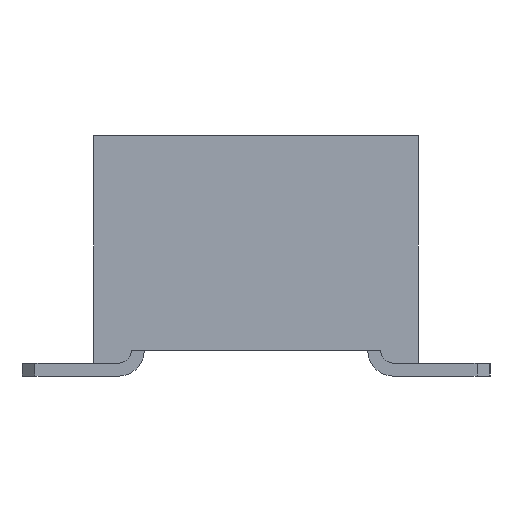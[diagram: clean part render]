
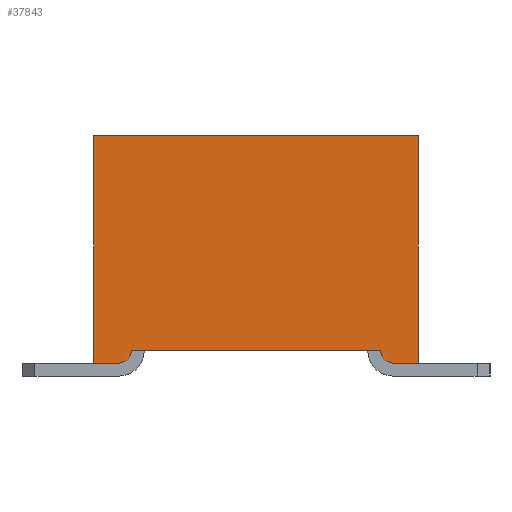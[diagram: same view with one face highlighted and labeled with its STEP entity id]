
A CAD part, front view. The second image highlights one B-rep face of the part: STEP entity #37843.
In plain terms, the highlighted face is planar.
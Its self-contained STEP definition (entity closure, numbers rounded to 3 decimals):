
#1754=CIRCLE('',#41254,0.2);
#1755=CIRCLE('',#41255,0.2);
#12506=ORIENTED_EDGE('',*,*,#18101,.T.);
#12507=ORIENTED_EDGE('',*,*,#18136,.T.);
#12508=ORIENTED_EDGE('',*,*,#18137,.F.);
#12509=ORIENTED_EDGE('',*,*,#18138,.T.);
#12510=ORIENTED_EDGE('',*,*,#18133,.T.);
#12511=ORIENTED_EDGE('',*,*,#18102,.T.);
#12512=ORIENTED_EDGE('',*,*,#18122,.T.);
#12513=ORIENTED_EDGE('',*,*,#18066,.T.);
#18066=EDGE_CURVE('',#21605,#21606,#25858,.T.);
#18101=EDGE_CURVE('',#21606,#21618,#25893,.T.);
#18102=EDGE_CURVE('',#21619,#21620,#25894,.T.);
#18122=EDGE_CURVE('',#21620,#21605,#25914,.T.);
#18133=EDGE_CURVE('',#21638,#21619,#25925,.T.);
#18136=EDGE_CURVE('',#21618,#21640,#1754,.T.);
#18137=EDGE_CURVE('',#21641,#21640,#25928,.T.);
#18138=EDGE_CURVE('',#21641,#21638,#1755,.T.);
#21605=VERTEX_POINT('',#62734);
#21606=VERTEX_POINT('',#62735);
#21618=VERTEX_POINT('',#62799);
#21619=VERTEX_POINT('',#62803);
#21620=VERTEX_POINT('',#62804);
#21638=VERTEX_POINT('',#62865);
#21640=VERTEX_POINT('',#62871);
#21641=VERTEX_POINT('',#62873);
#25858=LINE('',#62733,#30174);
#25893=LINE('',#62800,#30209);
#25894=LINE('',#62802,#30210);
#25914=LINE('',#62845,#30230);
#25925=LINE('',#62864,#30241);
#25928=LINE('',#62872,#30244);
#30174=VECTOR('',#51757,1000.);
#30209=VECTOR('',#51828,1000.);
#30210=VECTOR('',#51831,1000.);
#30230=VECTOR('',#51865,1000.);
#30241=VECTOR('',#51886,1000.);
#30244=VECTOR('',#51893,1000.);
#32319=EDGE_LOOP('',(#12506,#12507,#12508,#12509,#12510,#12511,#12512,#12513));
#34369=FACE_BOUND('',#32319,.T.);
#35819=PLANE('',#41253);
#37843=ADVANCED_FACE('',(#34369),#35819,.T.);
#41253=AXIS2_PLACEMENT_3D('',#62869,#51889,#51890);
#41254=AXIS2_PLACEMENT_3D('',#62870,#51891,#51892);
#41255=AXIS2_PLACEMENT_3D('',#62874,#51894,#51895);
#51757=DIRECTION('',(0.,0.,-1.));
#51828=DIRECTION('',(0.,-1.,0.));
#51831=DIRECTION('',(0.,0.,1.));
#51865=DIRECTION('',(0.,1.,0.));
#51886=DIRECTION('',(0.,-1.,0.));
#51889=DIRECTION('',(-1.,0.,0.));
#51890=DIRECTION('',(0.,0.,1.));
#51891=DIRECTION('',(-1.,0.,0.));
#51892=DIRECTION('',(0.,0.,1.));
#51893=DIRECTION('',(0.,1.,0.));
#51894=DIRECTION('',(-1.,0.,0.));
#51895=DIRECTION('',(0.,0.,1.));
#62733=CARTESIAN_POINT('',(-15.24,2.5,1.75));
#62734=CARTESIAN_POINT('',(-15.24,2.5,1.75));
#62735=CARTESIAN_POINT('',(-15.24,2.5,-1.75));
#62799=CARTESIAN_POINT('',(-15.24,2.12,-1.75));
#62800=CARTESIAN_POINT('',(-15.24,2.5,-1.75));
#62802=CARTESIAN_POINT('',(-15.24,-2.5,-1.75));
#62803=CARTESIAN_POINT('',(-15.24,-2.5,-1.75));
#62804=CARTESIAN_POINT('',(-15.24,-2.5,1.75));
#62845=CARTESIAN_POINT('',(-15.24,-2.5,1.75));
#62864=CARTESIAN_POINT('',(-15.24,2.5,-1.75));
#62865=CARTESIAN_POINT('',(-15.24,-2.12,-1.75));
#62869=CARTESIAN_POINT('',(-15.24,0.,0.));
#62870=CARTESIAN_POINT('',(-15.24,2.12,-1.55));
#62871=CARTESIAN_POINT('',(-15.24,1.92,-1.55));
#62872=CARTESIAN_POINT('',(-15.24,0.,-1.55));
#62873=CARTESIAN_POINT('',(-15.24,-1.92,-1.55));
#62874=CARTESIAN_POINT('',(-15.24,-2.12,-1.55));
